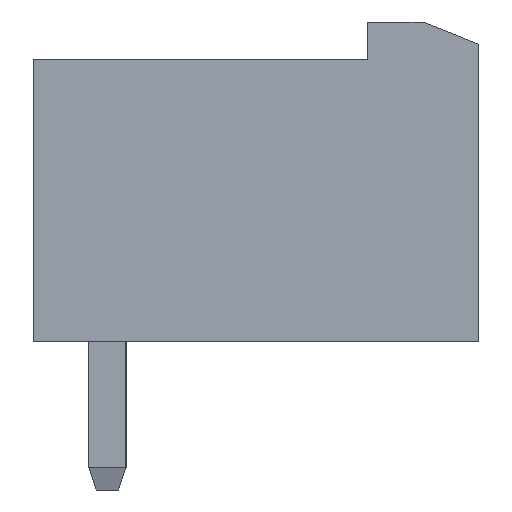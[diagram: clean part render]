
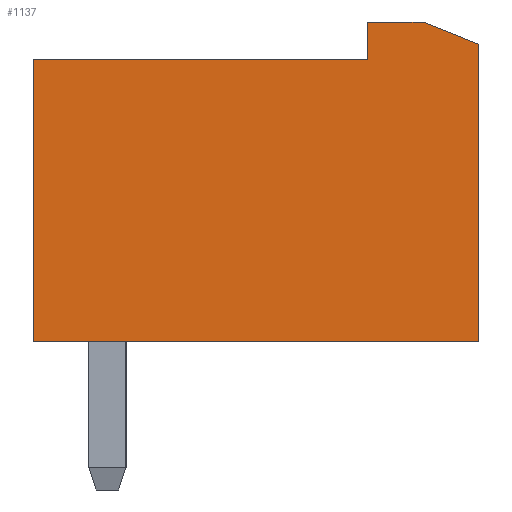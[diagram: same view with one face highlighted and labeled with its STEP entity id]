
A CAD part, left-side view. The second image highlights one B-rep face of the part: STEP entity #1137.
In plain terms, the highlighted planar face has unit normal (-1, 0, 0).
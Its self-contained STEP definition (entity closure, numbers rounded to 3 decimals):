
#22 = VERTEX_POINT('',#23);
#23 = CARTESIAN_POINT('',(-3.81,2.,7.6));
#32 = PLANE('',#33);
#33 = AXIS2_PLACEMENT_3D('',#34,#35,#36);
#34 = CARTESIAN_POINT('',(-3.81,2.,7.6));
#35 = DIRECTION('',(0.,1.,0.));
#36 = DIRECTION('',(0.,0.,-1.));
#44 = PLANE('',#45);
#45 = AXIS2_PLACEMENT_3D('',#46,#47,#48);
#46 = CARTESIAN_POINT('',(-3.81,-7.,7.6));
#47 = DIRECTION('',(0.,0.,1.));
#48 = DIRECTION('',(0.,1.,0.));
#85 = VERTEX_POINT('',#86);
#86 = CARTESIAN_POINT('',(-3.81,2.,0.));
#100 = PLANE('',#101);
#101 = AXIS2_PLACEMENT_3D('',#102,#103,#104);
#102 = CARTESIAN_POINT('',(-3.81,2.,0.));
#103 = DIRECTION('',(0.,0.,-1.));
#104 = DIRECTION('',(0.,-1.,0.));
#112 = EDGE_CURVE('',#22,#85,#113,.T.);
#113 = SURFACE_CURVE('',#114,(#118,#125),.PCURVE_S1.);
#114 = LINE('',#115,#116);
#115 = CARTESIAN_POINT('',(-3.81,2.,7.6));
#116 = VECTOR('',#117,1.);
#117 = DIRECTION('',(0.,0.,-1.));
#118 = PCURVE('',#32,#119);
#119 = DEFINITIONAL_REPRESENTATION('',(#120),#124);
#120 = LINE('',#121,#122);
#121 = CARTESIAN_POINT('',(0.,0.));
#122 = VECTOR('',#123,1.);
#123 = DIRECTION('',(1.,0.));
#124 = ( GEOMETRIC_REPRESENTATION_CONTEXT(2)
PARAMETRIC_REPRESENTATION_CONTEXT() REPRESENTATION_CONTEXT('2D SPACE',''
) );
#125 = PCURVE('',#126,#131);
#126 = PLANE('',#127);
#127 = AXIS2_PLACEMENT_3D('',#128,#129,#130);
#128 = CARTESIAN_POINT('',(-3.81,2.,7.6));
#129 = DIRECTION('',(1.,0.,0.));
#130 = DIRECTION('',(0.,-1.,0.));
#131 = DEFINITIONAL_REPRESENTATION('',(#132),#136);
#132 = LINE('',#133,#134);
#133 = CARTESIAN_POINT('',(0.,0.));
#134 = VECTOR('',#135,1.);
#135 = DIRECTION('',(0.,1.));
#136 = ( GEOMETRIC_REPRESENTATION_CONTEXT(2)
PARAMETRIC_REPRESENTATION_CONTEXT() REPRESENTATION_CONTEXT('2D SPACE',''
) );
#142 = VERTEX_POINT('',#143);
#143 = CARTESIAN_POINT('',(-3.81,-7.,7.6));
#159 = PLANE('',#160);
#160 = AXIS2_PLACEMENT_3D('',#161,#162,#163);
#161 = CARTESIAN_POINT('',(-3.81,-7.,8.6));
#162 = DIRECTION('',(0.,1.,0.));
#163 = DIRECTION('',(0.,0.,-1.));
#193 = EDGE_CURVE('',#142,#22,#194,.T.);
#194 = SURFACE_CURVE('',#195,(#199,#206),.PCURVE_S1.);
#195 = LINE('',#196,#197);
#196 = CARTESIAN_POINT('',(-3.81,-7.,7.6));
#197 = VECTOR('',#198,1.);
#198 = DIRECTION('',(0.,1.,0.));
#199 = PCURVE('',#44,#200);
#200 = DEFINITIONAL_REPRESENTATION('',(#201),#205);
#201 = LINE('',#202,#203);
#202 = CARTESIAN_POINT('',(0.,0.));
#203 = VECTOR('',#204,1.);
#204 = DIRECTION('',(1.,0.));
#205 = ( GEOMETRIC_REPRESENTATION_CONTEXT(2)
PARAMETRIC_REPRESENTATION_CONTEXT() REPRESENTATION_CONTEXT('2D SPACE',''
) );
#206 = PCURVE('',#126,#207);
#207 = DEFINITIONAL_REPRESENTATION('',(#208),#212);
#208 = LINE('',#209,#210);
#209 = CARTESIAN_POINT('',(9.,0.));
#210 = VECTOR('',#211,1.);
#211 = DIRECTION('',(-1.,0.));
#212 = ( GEOMETRIC_REPRESENTATION_CONTEXT(2)
PARAMETRIC_REPRESENTATION_CONTEXT() REPRESENTATION_CONTEXT('2D SPACE',''
) );
#242 = VERTEX_POINT('',#243);
#243 = CARTESIAN_POINT('',(-3.81,-10.,0.));
#257 = PLANE('',#258);
#258 = AXIS2_PLACEMENT_3D('',#259,#260,#261);
#259 = CARTESIAN_POINT('',(-3.81,-10.,0.));
#260 = DIRECTION('',(0.,-1.,0.));
#261 = DIRECTION('',(0.,0.,1.));
#269 = EDGE_CURVE('',#85,#242,#270,.T.);
#270 = SURFACE_CURVE('',#271,(#275,#282),.PCURVE_S1.);
#271 = LINE('',#272,#273);
#272 = CARTESIAN_POINT('',(-3.81,2.,0.));
#273 = VECTOR('',#274,1.);
#274 = DIRECTION('',(0.,-1.,0.));
#275 = PCURVE('',#100,#276);
#276 = DEFINITIONAL_REPRESENTATION('',(#277),#281);
#277 = LINE('',#278,#279);
#278 = CARTESIAN_POINT('',(0.,0.));
#279 = VECTOR('',#280,1.);
#280 = DIRECTION('',(1.,0.));
#281 = ( GEOMETRIC_REPRESENTATION_CONTEXT(2)
PARAMETRIC_REPRESENTATION_CONTEXT() REPRESENTATION_CONTEXT('2D SPACE',''
) );
#282 = PCURVE('',#126,#283);
#283 = DEFINITIONAL_REPRESENTATION('',(#284),#288);
#284 = LINE('',#285,#286);
#285 = CARTESIAN_POINT('',(0.,7.6));
#286 = VECTOR('',#287,1.);
#287 = DIRECTION('',(1.,0.));
#288 = ( GEOMETRIC_REPRESENTATION_CONTEXT(2)
PARAMETRIC_REPRESENTATION_CONTEXT() REPRESENTATION_CONTEXT('2D SPACE',''
) );
#1137 = ADVANCED_FACE('',(#1138),#126,.F.);
#1138 = FACE_BOUND('',#1139,.T.);
#1139 = EDGE_LOOP('',(#1140,#1141,#1142,#1165,#1193,#1221,#1242));
#1140 = ORIENTED_EDGE('',*,*,#112,.T.);
#1141 = ORIENTED_EDGE('',*,*,#269,.T.);
#1142 = ORIENTED_EDGE('',*,*,#1143,.T.);
#1143 = EDGE_CURVE('',#242,#1144,#1146,.T.);
#1144 = VERTEX_POINT('',#1145);
#1145 = CARTESIAN_POINT('',(-3.81,-10.,8.));
#1146 = SURFACE_CURVE('',#1147,(#1151,#1158),.PCURVE_S1.);
#1147 = LINE('',#1148,#1149);
#1148 = CARTESIAN_POINT('',(-3.81,-10.,0.));
#1149 = VECTOR('',#1150,1.);
#1150 = DIRECTION('',(0.,0.,1.));
#1151 = PCURVE('',#126,#1152);
#1152 = DEFINITIONAL_REPRESENTATION('',(#1153),#1157);
#1153 = LINE('',#1154,#1155);
#1154 = CARTESIAN_POINT('',(12.,7.6));
#1155 = VECTOR('',#1156,1.);
#1156 = DIRECTION('',(0.,-1.));
#1157 = ( GEOMETRIC_REPRESENTATION_CONTEXT(2)
PARAMETRIC_REPRESENTATION_CONTEXT() REPRESENTATION_CONTEXT('2D SPACE',''
) );
#1158 = PCURVE('',#257,#1159);
#1159 = DEFINITIONAL_REPRESENTATION('',(#1160),#1164);
#1160 = LINE('',#1161,#1162);
#1161 = CARTESIAN_POINT('',(0.,0.));
#1162 = VECTOR('',#1163,1.);
#1163 = DIRECTION('',(1.,0.));
#1164 = ( GEOMETRIC_REPRESENTATION_CONTEXT(2)
PARAMETRIC_REPRESENTATION_CONTEXT() REPRESENTATION_CONTEXT('2D SPACE',''
) );
#1165 = ORIENTED_EDGE('',*,*,#1166,.T.);
#1166 = EDGE_CURVE('',#1144,#1167,#1169,.T.);
#1167 = VERTEX_POINT('',#1168);
#1168 = CARTESIAN_POINT('',(-3.81,-8.5,8.6));
#1169 = SURFACE_CURVE('',#1170,(#1174,#1181),.PCURVE_S1.);
#1170 = LINE('',#1171,#1172);
#1171 = CARTESIAN_POINT('',(-3.81,-10.,8.));
#1172 = VECTOR('',#1173,1.);
#1173 = DIRECTION('',(0.,0.928,0.371));
#1174 = PCURVE('',#126,#1175);
#1175 = DEFINITIONAL_REPRESENTATION('',(#1176),#1180);
#1176 = LINE('',#1177,#1178);
#1177 = CARTESIAN_POINT('',(12.,-0.4));
#1178 = VECTOR('',#1179,1.);
#1179 = DIRECTION('',(-0.928,-0.371));
#1180 = ( GEOMETRIC_REPRESENTATION_CONTEXT(2)
PARAMETRIC_REPRESENTATION_CONTEXT() REPRESENTATION_CONTEXT('2D SPACE',''
) );
#1181 = PCURVE('',#1182,#1187);
#1182 = PLANE('',#1183);
#1183 = AXIS2_PLACEMENT_3D('',#1184,#1185,#1186);
#1184 = CARTESIAN_POINT('',(-3.81,-10.,8.));
#1185 = DIRECTION('',(0.,-0.371,0.928));
#1186 = DIRECTION('',(0.,0.928,0.371));
#1187 = DEFINITIONAL_REPRESENTATION('',(#1188),#1192);
#1188 = LINE('',#1189,#1190);
#1189 = CARTESIAN_POINT('',(0.,0.));
#1190 = VECTOR('',#1191,1.);
#1191 = DIRECTION('',(1.,0.));
#1192 = ( GEOMETRIC_REPRESENTATION_CONTEXT(2)
PARAMETRIC_REPRESENTATION_CONTEXT() REPRESENTATION_CONTEXT('2D SPACE',''
) );
#1193 = ORIENTED_EDGE('',*,*,#1194,.T.);
#1194 = EDGE_CURVE('',#1167,#1195,#1197,.T.);
#1195 = VERTEX_POINT('',#1196);
#1196 = CARTESIAN_POINT('',(-3.81,-7.,8.6));
#1197 = SURFACE_CURVE('',#1198,(#1202,#1209),.PCURVE_S1.);
#1198 = LINE('',#1199,#1200);
#1199 = CARTESIAN_POINT('',(-3.81,-8.5,8.6));
#1200 = VECTOR('',#1201,1.);
#1201 = DIRECTION('',(0.,1.,0.));
#1202 = PCURVE('',#126,#1203);
#1203 = DEFINITIONAL_REPRESENTATION('',(#1204),#1208);
#1204 = LINE('',#1205,#1206);
#1205 = CARTESIAN_POINT('',(10.5,-1.));
#1206 = VECTOR('',#1207,1.);
#1207 = DIRECTION('',(-1.,0.));
#1208 = ( GEOMETRIC_REPRESENTATION_CONTEXT(2)
PARAMETRIC_REPRESENTATION_CONTEXT() REPRESENTATION_CONTEXT('2D SPACE',''
) );
#1209 = PCURVE('',#1210,#1215);
#1210 = PLANE('',#1211);
#1211 = AXIS2_PLACEMENT_3D('',#1212,#1213,#1214);
#1212 = CARTESIAN_POINT('',(-3.81,-8.5,8.6));
#1213 = DIRECTION('',(0.,0.,1.));
#1214 = DIRECTION('',(0.,1.,0.));
#1215 = DEFINITIONAL_REPRESENTATION('',(#1216),#1220);
#1216 = LINE('',#1217,#1218);
#1217 = CARTESIAN_POINT('',(0.,0.));
#1218 = VECTOR('',#1219,1.);
#1219 = DIRECTION('',(1.,0.));
#1220 = ( GEOMETRIC_REPRESENTATION_CONTEXT(2)
PARAMETRIC_REPRESENTATION_CONTEXT() REPRESENTATION_CONTEXT('2D SPACE',''
) );
#1221 = ORIENTED_EDGE('',*,*,#1222,.T.);
#1222 = EDGE_CURVE('',#1195,#142,#1223,.T.);
#1223 = SURFACE_CURVE('',#1224,(#1228,#1235),.PCURVE_S1.);
#1224 = LINE('',#1225,#1226);
#1225 = CARTESIAN_POINT('',(-3.81,-7.,8.6));
#1226 = VECTOR('',#1227,1.);
#1227 = DIRECTION('',(0.,0.,-1.));
#1228 = PCURVE('',#126,#1229);
#1229 = DEFINITIONAL_REPRESENTATION('',(#1230),#1234);
#1230 = LINE('',#1231,#1232);
#1231 = CARTESIAN_POINT('',(9.,-1.));
#1232 = VECTOR('',#1233,1.);
#1233 = DIRECTION('',(0.,1.));
#1234 = ( GEOMETRIC_REPRESENTATION_CONTEXT(2)
PARAMETRIC_REPRESENTATION_CONTEXT() REPRESENTATION_CONTEXT('2D SPACE',''
) );
#1235 = PCURVE('',#159,#1236);
#1236 = DEFINITIONAL_REPRESENTATION('',(#1237),#1241);
#1237 = LINE('',#1238,#1239);
#1238 = CARTESIAN_POINT('',(0.,0.));
#1239 = VECTOR('',#1240,1.);
#1240 = DIRECTION('',(1.,0.));
#1241 = ( GEOMETRIC_REPRESENTATION_CONTEXT(2)
PARAMETRIC_REPRESENTATION_CONTEXT() REPRESENTATION_CONTEXT('2D SPACE',''
) );
#1242 = ORIENTED_EDGE('',*,*,#193,.T.);
